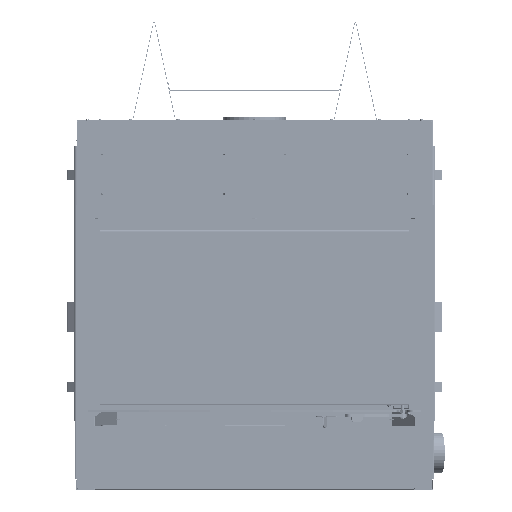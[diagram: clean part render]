
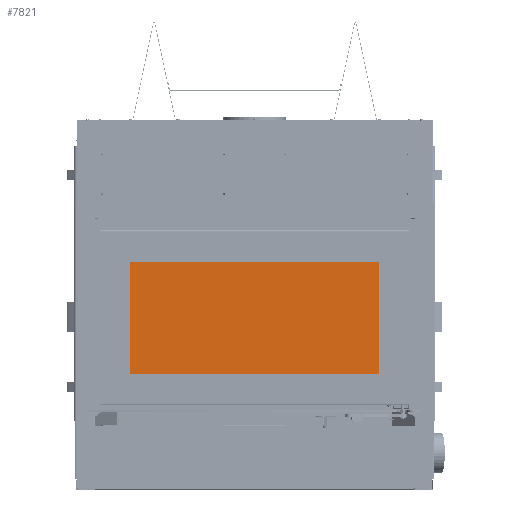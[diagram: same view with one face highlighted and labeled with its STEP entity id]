
A CAD part, front view. The second image highlights one B-rep face of the part: STEP entity #7821.
In plain terms, the highlighted face is planar.
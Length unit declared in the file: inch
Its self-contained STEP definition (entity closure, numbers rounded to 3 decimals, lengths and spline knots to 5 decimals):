
#7821 = ADVANCED_FACE( '', ( #16996 ), #16997, .F. );
#16996 = FACE_OUTER_BOUND( '', #31133, .T. );
#16997 = PLANE( '', #31134 );
#31133 = EDGE_LOOP( '', ( #51150, #51151, #51152, #51153 ) );
#31134 = AXIS2_PLACEMENT_3D( '', #51154, #51155, #51156 );
#51150 = ORIENTED_EDGE( '', *, *, #83963, .T. );
#51151 = ORIENTED_EDGE( '', *, *, #83964, .T. );
#51152 = ORIENTED_EDGE( '', *, *, #81767, .T. );
#51153 = ORIENTED_EDGE( '', *, *, #83965, .T. );
#51154 = CARTESIAN_POINT( '', ( -15.5625, -8.625, 0.195 ) );
#51155 = DIRECTION( '', ( 0., 0., -1. ) );
#51156 = DIRECTION( '', ( -1., 0., 0. ) );
#81767 = EDGE_CURVE( '', #95174, #95175, #95176, .T. );
#83963 = EDGE_CURVE( '', #99101, #99102, #99103, .T. );
#83964 = EDGE_CURVE( '', #99102, #95174, #99104, .T. );
#83965 = EDGE_CURVE( '', #95175, #99101, #99105, .T. );
#95174 = VERTEX_POINT( '', #115046 );
#95175 = VERTEX_POINT( '', #115047 );
#95176 = LINE( '', #115048, #115049 );
#99101 = VERTEX_POINT( '', #121299 );
#99102 = VERTEX_POINT( '', #121300 );
#99103 = LINE( '', #121301, #121302 );
#99104 = LINE( '', #121303, #121304 );
#99105 = LINE( '', #121305, #121306 );
#115046 = CARTESIAN_POINT( '', ( 12.5625, 5.625, 0.195 ) );
#115047 = CARTESIAN_POINT( '', ( -12.5625, 5.625, 0.195 ) );
#115048 = CARTESIAN_POINT( '', ( -15.5625, 5.625, 0.195 ) );
#115049 = VECTOR( '', #144926, 39.37008 );
#121299 = CARTESIAN_POINT( '', ( -12.5625, -5.625, 0.195 ) );
#121300 = CARTESIAN_POINT( '', ( 12.5625, -5.625, 0.195 ) );
#121301 = CARTESIAN_POINT( '', ( -15.5625, -5.625, 0.195 ) );
#121302 = VECTOR( '', #147988, 39.37008 );
#121303 = CARTESIAN_POINT( '', ( 12.5625, -8.625, 0.195 ) );
#121304 = VECTOR( '', #147989, 39.37008 );
#121305 = CARTESIAN_POINT( '', ( -12.5625, -8.625, 0.195 ) );
#121306 = VECTOR( '', #147990, 39.37008 );
#144926 = DIRECTION( '', ( -1., 0., 0. ) );
#147988 = DIRECTION( '', ( 1., 0., 0. ) );
#147989 = DIRECTION( '', ( 0., 1., 0. ) );
#147990 = DIRECTION( '', ( 0., -1., 0. ) );
